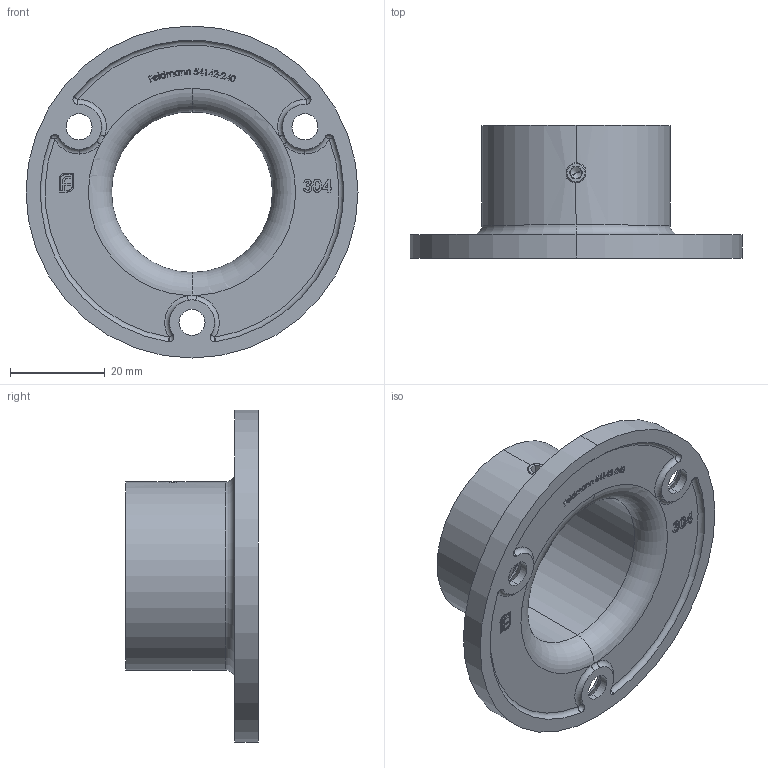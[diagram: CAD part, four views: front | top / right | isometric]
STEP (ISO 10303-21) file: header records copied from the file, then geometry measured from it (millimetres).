
FILE_DESCRIPTION (( 'STEP AP203' ), '1' );
FILE_NAME ('54142-240.step', '2021-04-30T09:56:26', ( '' ), ( '' ), 'SwSTEP 2.0', 'SolidWorks 2018', '' );
FILE_SCHEMA (( 'CONFIG_CONTROL_DESIGN' ));
Length unit declared in the file: millimetre
Products named in the file (6): 541XX-240 Teil1; 54142-240; 541XX-240 Teil1_54142-240 Teil1; DIN913; DIN913_DIN 913 M5x3
Assembly tree (3 placements, depth 2):
  541XX-240 Teil1
  54142-240
    DIN913
  54142-240
    541XX-240 Teil1_54142-240 Teil1
    DIN913_DIN 913 M5x3
Bounding box: 70 x 28 x 70 mm (x, y, z)
Volume: 19141.8 mm3; surface area: 12700.3 mm2
Topology: 2 solids, 2 shells, 397 faces, 1051 edges, 683 vertices
Faces by surface type: plane 210, bspline 123, cylinder 25, torus 15, cone 14, sphere 10
Entity records: 19867 total; most frequent: CARTESIAN_POINT 10268, ORIENTED_EDGE 2080, DIRECTION 1474, EDGE_CURVE 1040, VERTEX_POINT 677, LINE 662, VECTOR 662, EDGE_LOOP 437
